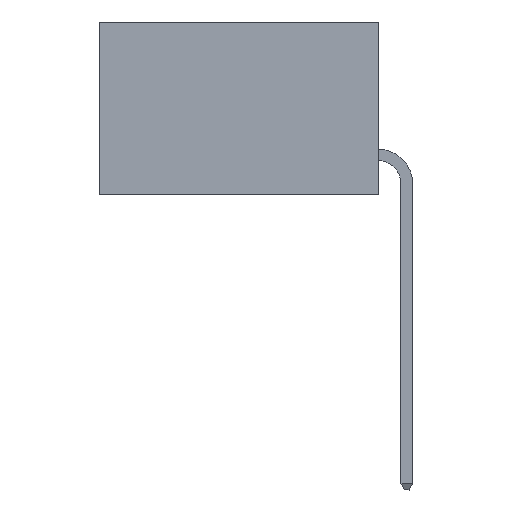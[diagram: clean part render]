
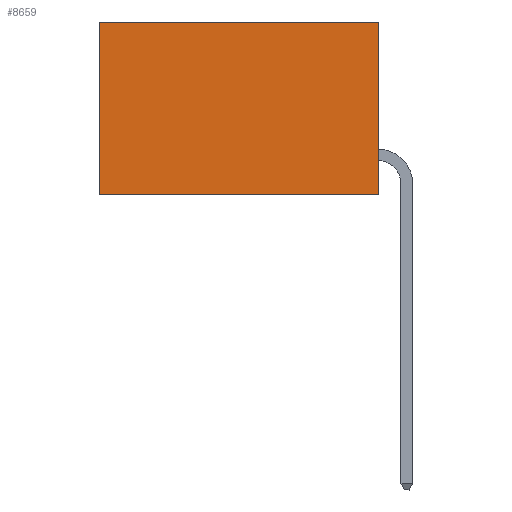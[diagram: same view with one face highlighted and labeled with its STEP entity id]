
A CAD part, left-side view. The second image highlights one B-rep face of the part: STEP entity #8659.
In plain terms, the highlighted planar face has unit normal (-1, 0, 0).
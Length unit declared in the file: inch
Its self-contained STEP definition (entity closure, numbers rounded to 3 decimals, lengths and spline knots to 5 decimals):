
#467 = DIRECTION ( 'NONE',  ( 1., 0., 0. ) ) ;
#1704 = CARTESIAN_POINT ( 'NONE',  ( 0.298, 0., 0. ) ) ;
#1736 = EDGE_CURVE ( 'NONE', #9698, #16320, #5785, .T. ) ;
#4030 = EDGE_CURVE ( 'NONE', #16629, #16320, #12559, .T. ) ;
#4254 = CARTESIAN_POINT ( 'NONE',  ( 0.298, 0., 0. ) ) ;
#4339 = CARTESIAN_POINT ( 'NONE',  ( 0.298, 0., 0. ) ) ;
#5653 = VECTOR ( 'NONE', #22386, 39.37008 ) ;
#5785 = LINE ( 'NONE', #17849, #22889 ) ;
#6079 = DIRECTION ( 'NONE',  ( 0., 0., -1. ) ) ;
#6496 = DIRECTION ( 'NONE',  ( 0., 1., 0. ) ) ;
#6950 = EDGE_CURVE ( 'NONE', #15785, #16629, #21489, .T. ) ;
#7944 = FACE_OUTER_BOUND ( 'NONE', #20491, .T. ) ;
#8242 = CARTESIAN_POINT ( 'NONE',  ( 0.298, 0.6, 0. ) ) ;
#8659 = ADVANCED_FACE ( 'NONE', ( #7944 ), #19389, .F. ) ;
#9381 = ORIENTED_EDGE ( 'NONE', *, *, #6950, .F. ) ;
#9698 = VERTEX_POINT ( 'NONE', #8242 ) ;
#10242 = CARTESIAN_POINT ( 'NONE',  ( 0.298, 0., -0.37 ) ) ;
#12559 = LINE ( 'NONE', #12684, #5653 ) ;
#12684 = CARTESIAN_POINT ( 'NONE',  ( 0.298, 0., -0.37 ) ) ;
#13755 = DIRECTION ( 'NONE',  ( 0., 0., -1. ) ) ;
#14111 = DIRECTION ( 'NONE',  ( 0., 0., -1. ) ) ;
#14678 = EDGE_CURVE ( 'NONE', #15785, #9698, #24463, .T. ) ;
#15785 = VERTEX_POINT ( 'NONE', #17110 ) ;
#16320 = VERTEX_POINT ( 'NONE', #21897 ) ;
#16629 = VERTEX_POINT ( 'NONE', #10242 ) ;
#17110 = CARTESIAN_POINT ( 'NONE',  ( 0.298, 0., 0. ) ) ;
#17849 = CARTESIAN_POINT ( 'NONE',  ( 0.298, 0.6, 0. ) ) ;
#18199 = VECTOR ( 'NONE', #13755, 39.37008 ) ;
#18601 = ORIENTED_EDGE ( 'NONE', *, *, #4030, .F. ) ;
#18841 = AXIS2_PLACEMENT_3D ( 'NONE', #4254, #467, #6079 ) ;
#19389 = PLANE ( 'NONE',  #18841 ) ;
#19501 = ORIENTED_EDGE ( 'NONE', *, *, #1736, .T. ) ;
#20491 = EDGE_LOOP ( 'NONE', ( #19501, #18601, #9381, #24248 ) ) ;
#21452 = VECTOR ( 'NONE', #6496, 39.37008 ) ;
#21489 = LINE ( 'NONE', #1704, #18199 ) ;
#21897 = CARTESIAN_POINT ( 'NONE',  ( 0.298, 0.6, -0.37 ) ) ;
#22386 = DIRECTION ( 'NONE',  ( 0., 1., 0. ) ) ;
#22889 = VECTOR ( 'NONE', #14111, 39.37008 ) ;
#24248 = ORIENTED_EDGE ( 'NONE', *, *, #14678, .T. ) ;
#24463 = LINE ( 'NONE', #4339, #21452 ) ;
